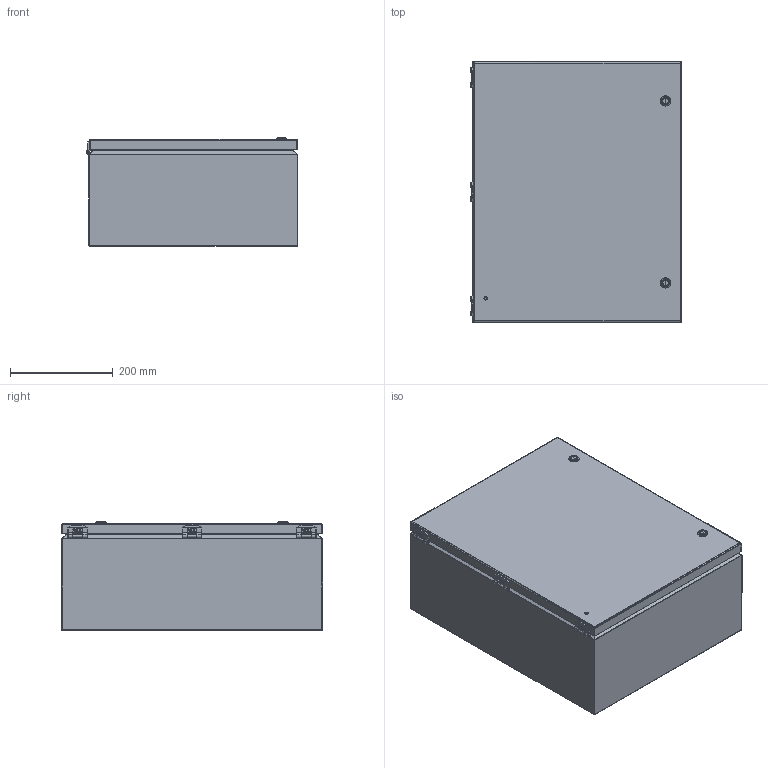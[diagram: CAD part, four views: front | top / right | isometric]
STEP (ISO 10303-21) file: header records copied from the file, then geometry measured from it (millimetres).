
FILE_DESCRIPTION (( 'STEP AP214' ), '1' );
FILE_NAME ('SCE-20168ELJ.STEP', '2023-03-21T10:41:19', ( '' ), ( '' ), 'SwSTEP 2.0', 'SolidWorks 2021', '' );
FILE_SCHEMA (( 'AUTOMOTIVE_DESIGN' ));
Length unit declared in the file: inch
Products named in the file (1): SCE-20168ELJ
Bounding box: 412 x 508 x 210.6 mm (x, y, z)
Volume: 1612530.6 mm3; surface area: 2029394.9 mm2
Topology: 36 solids, 36 shells, 2036 faces, 5047 edges, 2950 vertices
Faces by surface type: bspline 661, plane 647, cylinder 579, torus 90, sphere 32, cone 27
Full cylindrical faces by diameter (mm): 0.508 x3, 2.54 x3, 3.962 x3, 4.013 x6, 4.318 x3, 4.775 x9, 4.826 x2, 5.08 x2, 5.537 x2, 6.058 x2, 6.35 x8, 6.463 x2, 6.502 x1, 6.604 x3, 6.824 x2, 7.167 x2, 7.216 x6, 7.874 x2, 8.28 x2, 8.89 x2, 9.474 x8, 10.922 x2, 11.684 x2, 12.065 x2, 12.17 x3, 16.002 x2, 20.018 x2
Entity records: 101809 total; most frequent: CARTESIAN_POINT 61721, ORIENTED_EDGE 9372, DIRECTION 6013, EDGE_CURVE 4686, VERTEX_POINT 2904, AXIS2_PLACEMENT_3D 2310, EDGE_LOOP 2280, FACE_OUTER_BOUND 2158
